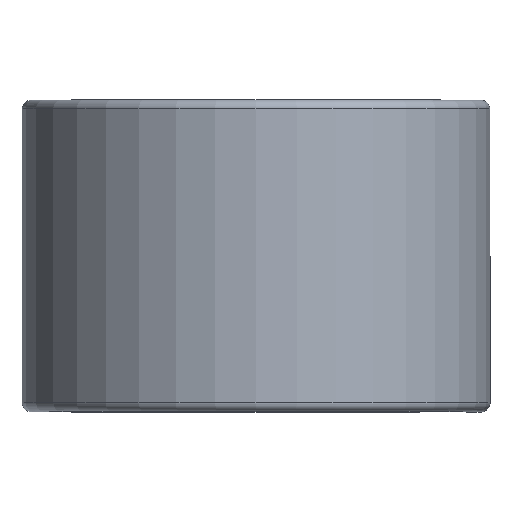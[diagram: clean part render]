
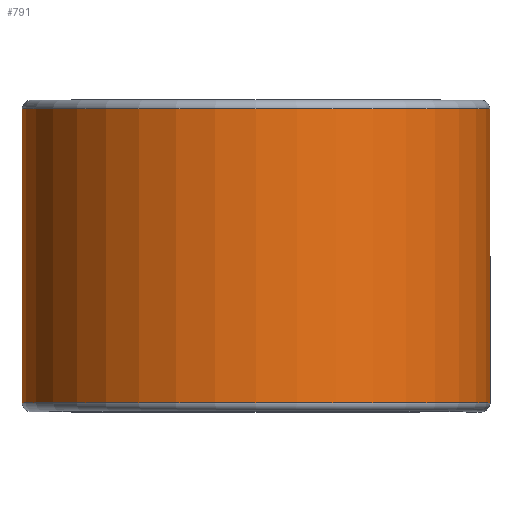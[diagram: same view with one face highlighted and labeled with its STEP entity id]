
A CAD part, top view. The second image highlights one B-rep face of the part: STEP entity #791.
In plain terms, the highlighted cylindrical face has radius 20.269 mm (diameter 40.538 mm), a partial arc.
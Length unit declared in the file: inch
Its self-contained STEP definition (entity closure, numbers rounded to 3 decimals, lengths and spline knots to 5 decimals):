
#66 = CARTESIAN_POINT ( 'NONE',  ( 0., 0.5, 0. ) ) ;
#93 = DIRECTION ( 'NONE',  ( 0., 0., -1. ) ) ;
#203 = AXIS2_PLACEMENT_3D ( 'NONE', #1099, #2340, #1277 ) ;
#257 = EDGE_LOOP ( 'NONE', ( #1739, #568, #1752, #478 ) ) ;
#300 = DIRECTION ( 'NONE',  ( 0., -1., 0. ) ) ;
#417 = VERTEX_POINT ( 'NONE', #1488 ) ;
#478 = ORIENTED_EDGE ( 'NONE', *, *, #1776, .F. ) ;
#482 = VERTEX_POINT ( 'NONE', #661 ) ;
#553 = FACE_OUTER_BOUND ( 'NONE', #257, .T. ) ;
#568 = ORIENTED_EDGE ( 'NONE', *, *, #1845, .T. ) ;
#661 = CARTESIAN_POINT ( 'NONE',  ( 0.798, -0.50125, 0. ) ) ;
#765 = DIRECTION ( 'NONE',  ( 0., 0., -1. ) ) ;
#791 = ADVANCED_FACE ( 'NONE', ( #553 ), #1048, .T. ) ;
#888 = DIRECTION ( 'NONE',  ( 0., 1., 0. ) ) ;
#903 = CIRCLE ( 'NONE', #2464, 0.798 ) ;
#1048 = CYLINDRICAL_SURFACE ( 'NONE', #1818, 0.798 ) ;
#1099 = CARTESIAN_POINT ( 'NONE',  ( 0., 0.50125, 0. ) ) ;
#1117 = CARTESIAN_POINT ( 'NONE',  ( 0., 0.50125, -0.798 ) ) ;
#1176 = EDGE_CURVE ( 'NONE', #482, #417, #1957, .T. ) ;
#1272 = LINE ( 'NONE', #1583, #2125 ) ;
#1277 = DIRECTION ( 'NONE',  ( 0., 0., -1. ) ) ;
#1290 = DIRECTION ( 'NONE',  ( 0., -1., 0. ) ) ;
#1486 = VERTEX_POINT ( 'NONE', #1850 ) ;
#1488 = CARTESIAN_POINT ( 'NONE',  ( 0.798, 0.50125, 0. ) ) ;
#1583 = CARTESIAN_POINT ( 'NONE',  ( 0., 0.50125, -0.798 ) ) ;
#1735 = CIRCLE ( 'NONE', #203, 0.798 ) ;
#1739 = ORIENTED_EDGE ( 'NONE', *, *, #1176, .T. ) ;
#1752 = ORIENTED_EDGE ( 'NONE', *, *, #2316, .F. ) ;
#1776 = EDGE_CURVE ( 'NONE', #482, #1486, #903, .T. ) ;
#1792 = VERTEX_POINT ( 'NONE', #1117 ) ;
#1818 = AXIS2_PLACEMENT_3D ( 'NONE', #66, #300, #765 ) ;
#1845 = EDGE_CURVE ( 'NONE', #417, #1792, #1735, .T. ) ;
#1850 = CARTESIAN_POINT ( 'NONE',  ( 0., -0.50125, -0.798 ) ) ;
#1951 = VECTOR ( 'NONE', #2037, 39.37008 ) ;
#1957 = LINE ( 'NONE', #2443, #1951 ) ;
#2037 = DIRECTION ( 'NONE',  ( 0., 1., 0. ) ) ;
#2125 = VECTOR ( 'NONE', #888, 39.37008 ) ;
#2316 = EDGE_CURVE ( 'NONE', #1486, #1792, #1272, .T. ) ;
#2340 = DIRECTION ( 'NONE',  ( 0., -1., 0. ) ) ;
#2358 = CARTESIAN_POINT ( 'NONE',  ( 0., -0.50125, 0. ) ) ;
#2443 = CARTESIAN_POINT ( 'NONE',  ( 0.798, 0.50125, 0. ) ) ;
#2464 = AXIS2_PLACEMENT_3D ( 'NONE', #2358, #1290, #93 ) ;
